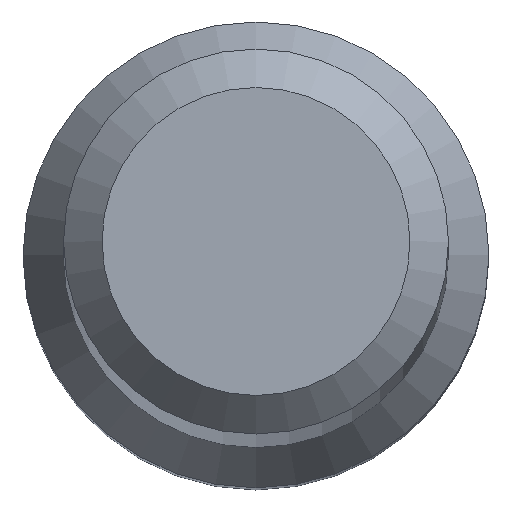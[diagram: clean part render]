
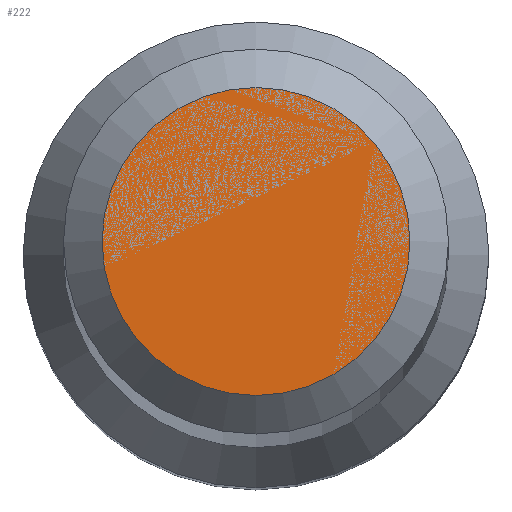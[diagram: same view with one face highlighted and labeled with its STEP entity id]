
A CAD part, top view. The second image highlights one B-rep face of the part: STEP entity #222.
In plain terms, the highlighted planar face has unit normal (0, 0, 1).
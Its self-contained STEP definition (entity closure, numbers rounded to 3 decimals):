
#55 = DIRECTION ( 'NONE',  ( 0., 1., 0. ) ) ;
#70 = EDGE_LOOP ( 'NONE', ( #111 ) ) ;
#77 = DIRECTION ( 'NONE',  ( 0., 0., -1. ) ) ;
#111 = ORIENTED_EDGE ( 'NONE', *, *, #277, .F. ) ;
#125 = CARTESIAN_POINT ( 'NONE',  ( 0., 0., 70. ) ) ;
#140 = AXIS2_PLACEMENT_3D ( 'NONE', #263, #77, #243 ) ;
#148 = DIRECTION ( 'NONE',  ( 0., 0., -1. ) ) ;
#149 = FACE_OUTER_BOUND ( 'NONE', #70, .T. ) ;
#179 = CIRCLE ( 'NONE', #140, 1.2 ) ;
#216 = AXIS2_PLACEMENT_3D ( 'NONE', #125, #148, #55 ) ;
#222 = ADVANCED_FACE ( 'NONE', ( #149 ), #238, .F. ) ;
#238 = PLANE ( 'NONE',  #216 ) ;
#243 = DIRECTION ( 'NONE',  ( 0., 1., 0. ) ) ;
#263 = CARTESIAN_POINT ( 'NONE',  ( 0., 0., 70. ) ) ;
#277 = EDGE_CURVE ( 'NONE', #292, #292, #179, .T. ) ;
#292 = VERTEX_POINT ( 'NONE', #297 ) ;
#297 = CARTESIAN_POINT ( 'NONE',  ( 0., 1.2, 70. ) ) ;
